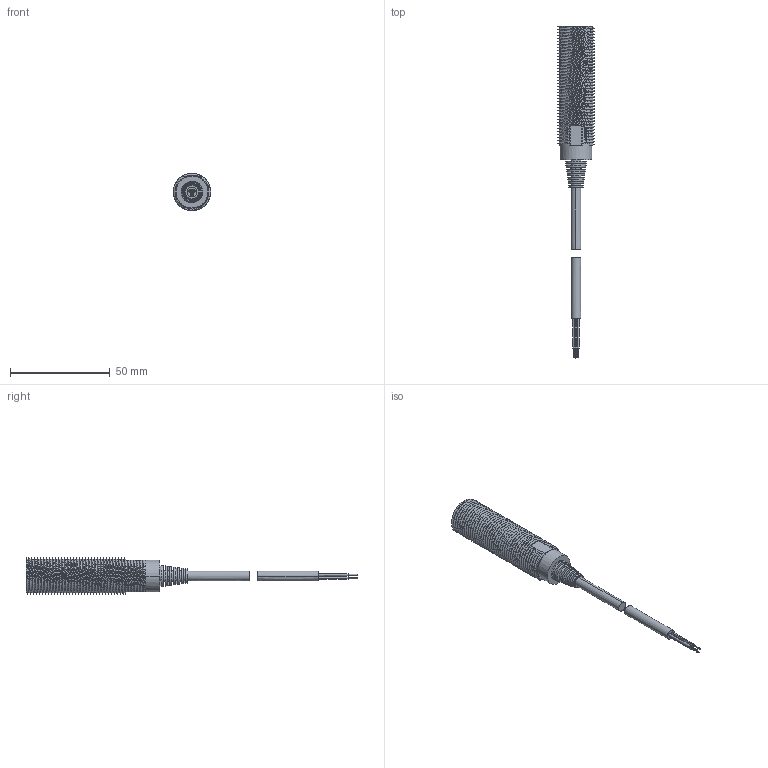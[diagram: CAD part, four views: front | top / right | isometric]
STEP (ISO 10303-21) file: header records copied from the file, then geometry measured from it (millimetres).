
FILE_DESCRIPTION( ('This file contains a STEP AP42 implementation' ,'as created by ZW3D STEP Interface translator.') ,'2;1' );
FILE_NAME( 'WCN1-1805X-X3LX.stp' ,'201026.103023', (''), ('ZWCAD Software Co.'), 'Version 1.0', 'ZW3D to STEP translator', '' );
FILE_SCHEMA(('AUTOMOTIVE_DESIGN'));
Length unit declared in the file: millimetre
Products named in the file (3): 0; WCN1-1805X-X3LX; OCN1-1808X-X3L2
Assembly tree (1 placements, depth 2):
  0
  WCN1-1805X-X3LX
    OCN1-1808X-X3L2
Bounding box: 18.6 x 166.32 x 18.6 mm (x, y, z)
Volume: 17603.6 mm3; surface area: 8594.2 mm2
Topology: 3 solids, 3 shells, 213 faces, 554 edges, 364 vertices
Faces by surface type: bspline 213
Entity records: 23919 total; most frequent: CARTESIAN_POINT 20519, ORIENTED_EDGE 1100, EDGE_CURVE 550, VERTEX_POINT 366, B_SPLINE_CURVE_WITH_KNOTS 288, EDGE_LOOP 236, FACE_OUTER_BOUND 213, ADVANCED_FACE 213
